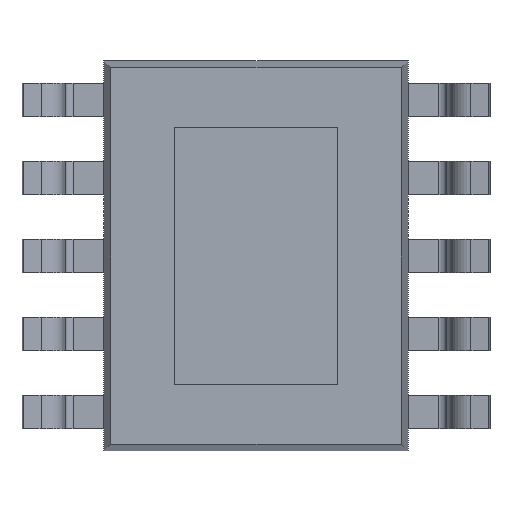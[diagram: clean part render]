
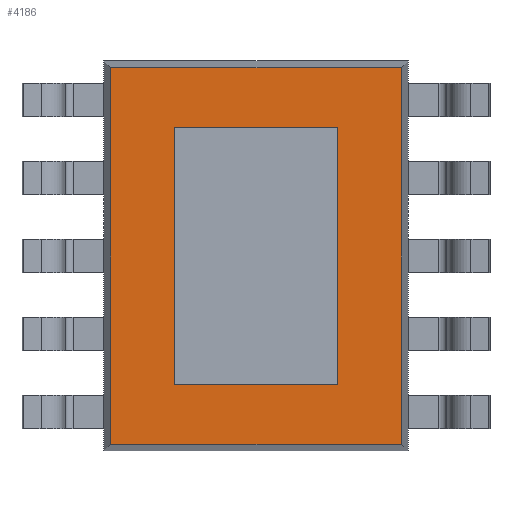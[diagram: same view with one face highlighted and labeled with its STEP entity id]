
A CAD part, front view. The second image highlights one B-rep face of the part: STEP entity #4186.
In plain terms, the highlighted planar face has unit normal (0, -1, 0).
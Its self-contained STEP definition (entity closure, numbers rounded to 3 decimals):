
#34 = DIRECTION ( 'NONE',  ( 0., -1., 0. ) ) ;
#203 = LINE ( 'NONE', #1034, #3834 ) ;
#251 = AXIS2_PLACEMENT_3D ( 'NONE', #4706, #34, #3082 ) ;
#262 = ORIENTED_EDGE ( 'NONE', *, *, #4741, .T. ) ;
#419 = PLANE ( 'NONE',  #251 ) ;
#425 = VECTOR ( 'NONE', #4109, 1000. ) ;
#467 = EDGE_LOOP ( 'NONE', ( #1453, #4534, #262, #4857 ) ) ;
#620 = LINE ( 'NONE', #3373, #1350 ) ;
#1034 = CARTESIAN_POINT ( 'NONE',  ( 1.864, 0.1, 2.5 ) ) ;
#1103 = CARTESIAN_POINT ( 'NONE',  ( -1.95, 0.1, 2.414 ) ) ;
#1250 = CARTESIAN_POINT ( 'NONE',  ( 1.864, 0.1, 2.414 ) ) ;
#1350 = VECTOR ( 'NONE', #2170, 1000. ) ;
#1439 = EDGE_CURVE ( 'NONE', #4370, #2237, #1522, .T. ) ;
#1453 = ORIENTED_EDGE ( 'NONE', *, *, #4115, .T. ) ;
#1522 = LINE ( 'NONE', #1103, #1693 ) ;
#1693 = VECTOR ( 'NONE', #3089, 1000. ) ;
#2045 = CARTESIAN_POINT ( 'NONE',  ( 1.95, 0.1, -2.414 ) ) ;
#2170 = DIRECTION ( 'NONE',  ( 0., 0., -1. ) ) ;
#2237 = VERTEX_POINT ( 'NONE', #3746 ) ;
#2426 = CARTESIAN_POINT ( 'NONE',  ( -1.864, 0.1, -2.414 ) ) ;
#2883 = CARTESIAN_POINT ( 'NONE',  ( 1.864, 0.1, -2.414 ) ) ;
#2965 = DIRECTION ( 'NONE',  ( 0., 0., 1. ) ) ;
#3082 = DIRECTION ( 'NONE',  ( 0., 0., -1. ) ) ;
#3089 = DIRECTION ( 'NONE',  ( -1., 0., 0. ) ) ;
#3163 = EDGE_CURVE ( 'NONE', #3236, #3182, #5106, .T. ) ;
#3182 = VERTEX_POINT ( 'NONE', #2883 ) ;
#3236 = VERTEX_POINT ( 'NONE', #2426 ) ;
#3373 = CARTESIAN_POINT ( 'NONE',  ( -1.864, 0.1, -2.5 ) ) ;
#3746 = CARTESIAN_POINT ( 'NONE',  ( -1.864, 0.1, 2.414 ) ) ;
#3834 = VECTOR ( 'NONE', #2965, 1000. ) ;
#3917 = FACE_OUTER_BOUND ( 'NONE', #467, .T. ) ;
#4109 = DIRECTION ( 'NONE',  ( 1., 0., 0. ) ) ;
#4115 = EDGE_CURVE ( 'NONE', #2237, #3236, #620, .T. ) ;
#4186 = ADVANCED_FACE ( 'NONE', ( #3917 ), #419, .T. ) ;
#4370 = VERTEX_POINT ( 'NONE', #1250 ) ;
#4534 = ORIENTED_EDGE ( 'NONE', *, *, #3163, .T. ) ;
#4706 = CARTESIAN_POINT ( 'NONE',  ( 0., 0.1, 0. ) ) ;
#4741 = EDGE_CURVE ( 'NONE', #3182, #4370, #203, .T. ) ;
#4857 = ORIENTED_EDGE ( 'NONE', *, *, #1439, .T. ) ;
#5106 = LINE ( 'NONE', #2045, #425 ) ;
